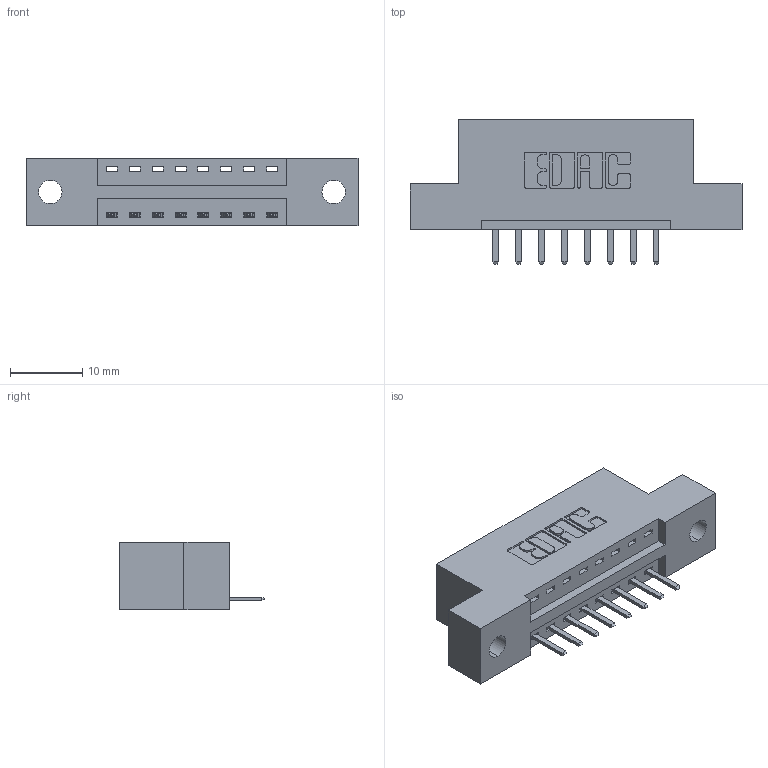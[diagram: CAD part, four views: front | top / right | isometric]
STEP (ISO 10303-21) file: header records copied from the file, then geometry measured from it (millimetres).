
FILE_DESCRIPTION (( 'STEP AP203' ), '1' );
FILE_NAME ('346-008-520-102.STEP', '2022-05-04T20:40:49', ( '' ), ( '' ), 'SwSTEP 2.0', 'SolidWorks 2020', '' );
FILE_SCHEMA (( 'CONFIG_CONTROL_DESIGN' ));
Length unit declared in the file: inch
Products named in the file (3): 346 Part_Flush Mounting Lugs - 0.128 Dia; 345-292-001_345-293-120; 346-008-520-102
Assembly tree (9 placements, depth 2):
  346-008-520-102
    346 Part_Flush Mounting Lugs - 0.128 Dia
    345-292-001_345-293-120  x8
Bounding box: 45.97 x 20.02 x 9.4 mm (x, y, z)
Volume: 4106.8 mm3; surface area: 4418 mm2
Topology: 9 solids, 9 shells, 618 faces, 1801 edges, 1178 vertices
Faces by surface type: plane 412, cylinder 206
Entity records: 9659 total; most frequent: CARTESIAN_POINT 1684, ORIENTED_EDGE 1614, DIRECTION 1515, EDGE_CURVE 807, LINE 639, VECTOR 639, VERTEX_POINT 534, AXIS2_PLACEMENT_3D 438
